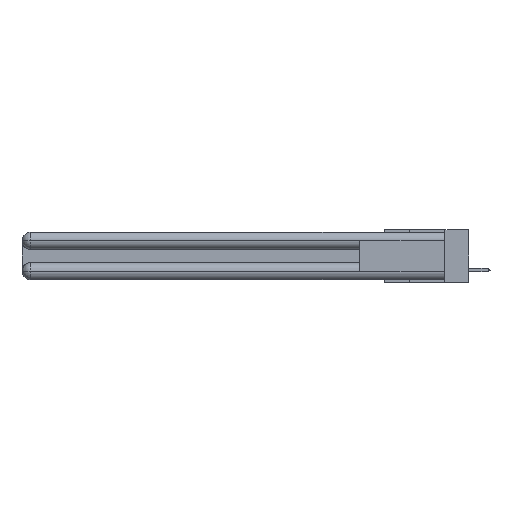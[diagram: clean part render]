
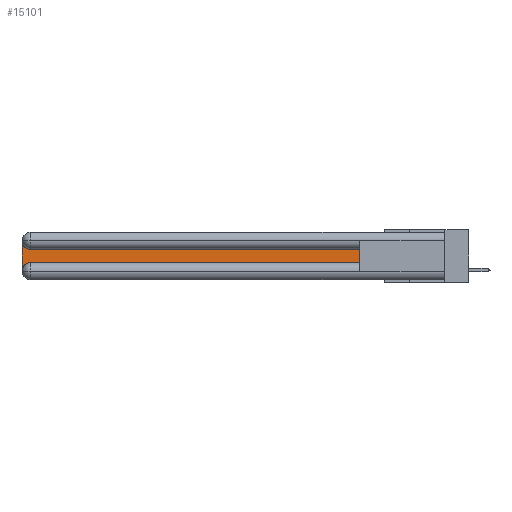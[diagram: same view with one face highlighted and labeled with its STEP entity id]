
A CAD part, left-side view. The second image highlights one B-rep face of the part: STEP entity #15101.
In plain terms, the highlighted planar face has unit normal (-1, 0, 0).
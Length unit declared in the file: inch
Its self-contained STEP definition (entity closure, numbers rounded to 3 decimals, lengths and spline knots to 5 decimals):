
#1190 = CARTESIAN_POINT ( 'NONE',  ( 0.075, 2.94, -0.0625 ) ) ;
#1575 = ORIENTED_EDGE ( 'NONE', *, *, #26055, .T. ) ;
#1668 = VERTEX_POINT ( 'NONE', #11497 ) ;
#2114 = VECTOR ( 'NONE', #4107, 39.37008 ) ;
#3155 = VERTEX_POINT ( 'NONE', #24899 ) ;
#3264 = EDGE_CURVE ( 'NONE', #9110, #10409, #12067, .T. ) ;
#3639 = ORIENTED_EDGE ( 'NONE', *, *, #27649, .T. ) ;
#3939 = CARTESIAN_POINT ( 'NONE',  ( 0.075, 3., -0.2775 ) ) ;
#4107 = DIRECTION ( 'NONE',  ( 0., -1., 0. ) ) ;
#5305 = DIRECTION ( 'NONE',  ( 0., 0., 1. ) ) ;
#5877 = EDGE_CURVE ( 'NONE', #3155, #9110, #11135, .T. ) ;
#6045 = DIRECTION ( 'NONE',  ( 0., 0., -1. ) ) ;
#6589 = FACE_OUTER_BOUND ( 'NONE', #24073, .T. ) ;
#6770 = VECTOR ( 'NONE', #20388, 39.37008 ) ;
#7882 = ORIENTED_EDGE ( 'NONE', *, *, #3264, .T. ) ;
#9110 = VERTEX_POINT ( 'NONE', #14365 ) ;
#10409 = VERTEX_POINT ( 'NONE', #18465 ) ;
#10501 = ORIENTED_EDGE ( 'NONE', *, *, #20738, .T. ) ;
#10690 = VERTEX_POINT ( 'NONE', #3939 ) ;
#11135 = LINE ( 'NONE', #13573, #21895 ) ;
#11497 = CARTESIAN_POINT ( 'NONE',  ( 0.075, 2.94, -0.2175 ) ) ;
#11845 = EDGE_CURVE ( 'NONE', #10690, #1668, #15358, .T. ) ;
#12067 = CIRCLE ( 'NONE', #17456, 0.06 ) ;
#12442 = CARTESIAN_POINT ( 'NONE',  ( 0.075, 0.6, -0.2175 ) ) ;
#12912 = VERTEX_POINT ( 'NONE', #12442 ) ;
#13124 = AXIS2_PLACEMENT_3D ( 'NONE', #20439, #27653, #6045 ) ;
#13185 = LINE ( 'NONE', #20476, #6770 ) ;
#13207 = PLANE ( 'NONE',  #13124 ) ;
#13265 = DIRECTION ( 'NONE',  ( 0., 1., 0. ) ) ;
#13573 = CARTESIAN_POINT ( 'NONE',  ( 0.075, 0.6, -0.1225 ) ) ;
#14365 = CARTESIAN_POINT ( 'NONE',  ( 0.075, 2.94, -0.1225 ) ) ;
#15101 = ADVANCED_FACE ( 'NONE', ( #6589 ), #13207, .F. ) ;
#15358 = CIRCLE ( 'NONE', #29580, 0.06 ) ;
#15492 = DIRECTION ( 'NONE',  ( 1., 0., 0. ) ) ;
#16343 = VECTOR ( 'NONE', #5305, 39.37008 ) ;
#17207 = ORIENTED_EDGE ( 'NONE', *, *, #11845, .T. ) ;
#17456 = AXIS2_PLACEMENT_3D ( 'NONE', #1190, #17924, #18238 ) ;
#17924 = DIRECTION ( 'NONE',  ( 1., 0., 0. ) ) ;
#18238 = DIRECTION ( 'NONE',  ( 0., 0., -1. ) ) ;
#18465 = CARTESIAN_POINT ( 'NONE',  ( 0.075, 3., -0.0625 ) ) ;
#20388 = DIRECTION ( 'NONE',  ( 0., 0., -1. ) ) ;
#20439 = CARTESIAN_POINT ( 'NONE',  ( 0.075, 3., -0.1225 ) ) ;
#20476 = CARTESIAN_POINT ( 'NONE',  ( 0.075, 3., -0.2175 ) ) ;
#20738 = EDGE_CURVE ( 'NONE', #1668, #12912, #23008, .T. ) ;
#21895 = VECTOR ( 'NONE', #13265, 39.37008 ) ;
#22750 = CARTESIAN_POINT ( 'NONE',  ( 0.075, 2.94, -0.2775 ) ) ;
#23008 = LINE ( 'NONE', #23115, #2114 ) ;
#23115 = CARTESIAN_POINT ( 'NONE',  ( 0.075, 0.6, -0.2175 ) ) ;
#24073 = EDGE_LOOP ( 'NONE', ( #24950, #7882, #1575, #17207, #10501, #3639 ) ) ;
#24899 = CARTESIAN_POINT ( 'NONE',  ( 0.075, 0.6, -0.1225 ) ) ;
#24916 = LINE ( 'NONE', #27213, #16343 ) ;
#24950 = ORIENTED_EDGE ( 'NONE', *, *, #5877, .T. ) ;
#26055 = EDGE_CURVE ( 'NONE', #10409, #10690, #13185, .T. ) ;
#27213 = CARTESIAN_POINT ( 'NONE',  ( 0.075, 0.6, -0.2175 ) ) ;
#27649 = EDGE_CURVE ( 'NONE', #12912, #3155, #24916, .T. ) ;
#27653 = DIRECTION ( 'NONE',  ( 1., 0., 0. ) ) ;
#29423 = DIRECTION ( 'NONE',  ( 0., 0., -1. ) ) ;
#29580 = AXIS2_PLACEMENT_3D ( 'NONE', #22750, #15492, #29423 ) ;
